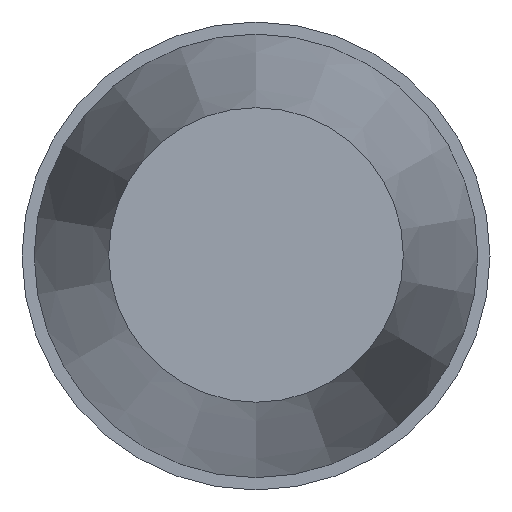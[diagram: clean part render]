
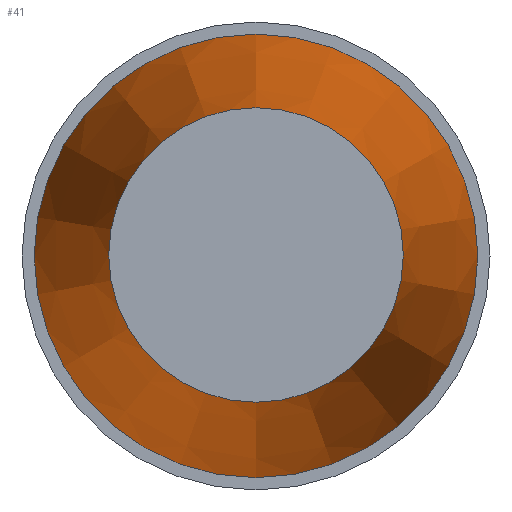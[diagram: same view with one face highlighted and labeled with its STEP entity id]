
A CAD part, top view. The second image highlights one B-rep face of the part: STEP entity #41.
In plain terms, the highlighted conical face has half-angle 8 degrees and reference radius 6.641 mm.
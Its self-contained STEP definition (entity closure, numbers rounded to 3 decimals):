
#41=ADVANCED_FACE('',(#52,#53),#50,.T.);
#50=CONICAL_SURFACE('',#145,6.641,8.);
#52=FACE_BOUND('',#66,.T.);
#53=FACE_BOUND('',#67,.T.);
#66=EDGE_LOOP('',(#82));
#67=EDGE_LOOP('',(#83));
#82=ORIENTED_EDGE('',*,*,#106,.T.);
#83=ORIENTED_EDGE('',*,*,#107,.T.);
#98=VERTEX_POINT('',#207);
#99=VERTEX_POINT('',#209);
#106=EDGE_CURVE('',#98,#98,#114,.T.);
#107=EDGE_CURVE('',#99,#99,#115,.T.);
#114=CIRCLE('',#143,6.641);
#115=CIRCLE('',#144,10.);
#143=AXIS2_PLACEMENT_3D('',#206,#168,#169);
#144=AXIS2_PLACEMENT_3D('',#208,#170,#171);
#145=AXIS2_PLACEMENT_3D('',#210,#172,#173);
#168=DIRECTION('',(0.,0.,-1.));
#169=DIRECTION('',(0.,1.,0.));
#170=DIRECTION('',(0.,0.,1.));
#171=DIRECTION('',(0.,-1.,0.));
#172=DIRECTION('',(0.,0.,-1.));
#173=DIRECTION('',(0.,1.,0.));
#206=CARTESIAN_POINT('',(0.,0.,23.9));
#207=CARTESIAN_POINT('',(0.,6.641,23.9));
#208=CARTESIAN_POINT('',(0.,0.,0.));
#209=CARTESIAN_POINT('',(0.,-10.,0.));
#210=CARTESIAN_POINT('',(0.,0.,23.9));
